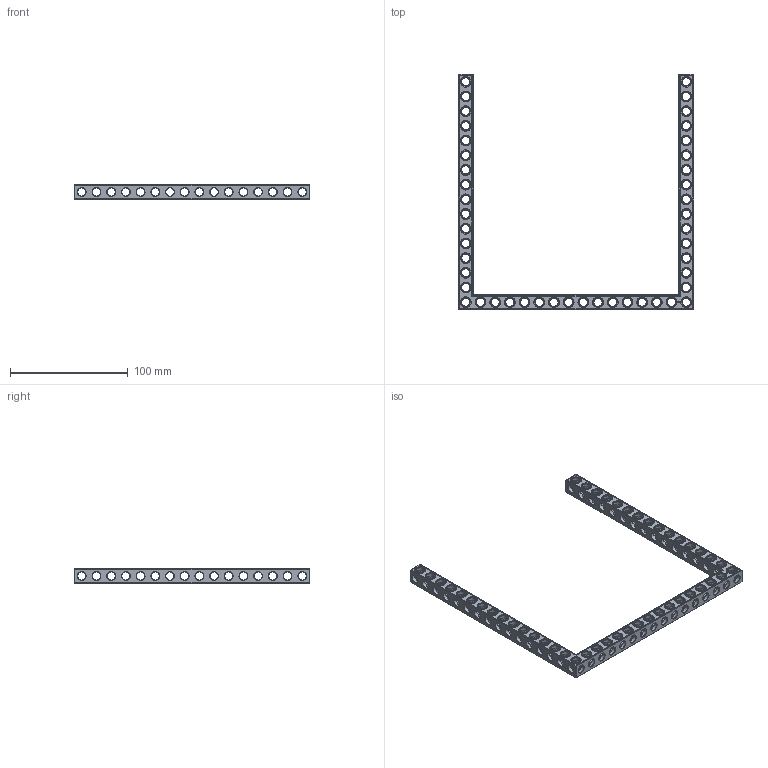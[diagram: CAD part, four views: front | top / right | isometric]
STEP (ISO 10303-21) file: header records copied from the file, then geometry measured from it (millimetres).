
FILE_DESCRIPTION(('FreeCAD Model'),'2;1');
FILE_NAME('Open CASCADE Shape Model','2022-03-06T14:08:15',('Author'),( ''),'Open CASCADE STEP processor 7.5','FreeCAD','Unknown');
FILE_SCHEMA(('AUTOMOTIVE_DESIGN { 1 0 10303 214 1 1 1 1 }'));
Products named in the file (1): Beam AGD ESS USH SYM BU16x16x01 - SPN-BEM-0570 (stemfie.org)
Bounding box: 200 x 200 x 12.5 mm (x, y, z)
Volume: 44948 mm3; surface area: 40091.1 mm2
Topology: 1 solids, 1 shells, 1025 faces, 3170 edges, 2042 vertices
Faces by surface type: plane 416, cylinder 277, cone 186, extrusion 146
Full cylindrical faces by diameter (mm): 6.98 x34, 7 x197, 9.2 x46
Entity records: 236509 total; most frequent: CARTESIAN_POINT 177571, DIRECTION 9590, ORIENTED_EDGE 6340, PCURVE 6340, DEFINITIONAL_REPRESENTATION 6340, VECTOR 5694, LINE 5548, EDGE_CURVE 3170
